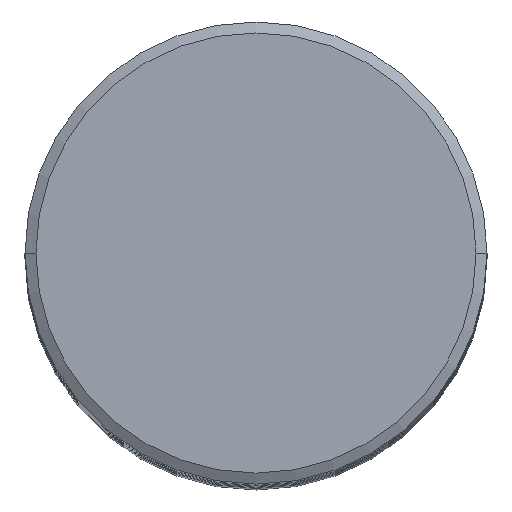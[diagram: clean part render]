
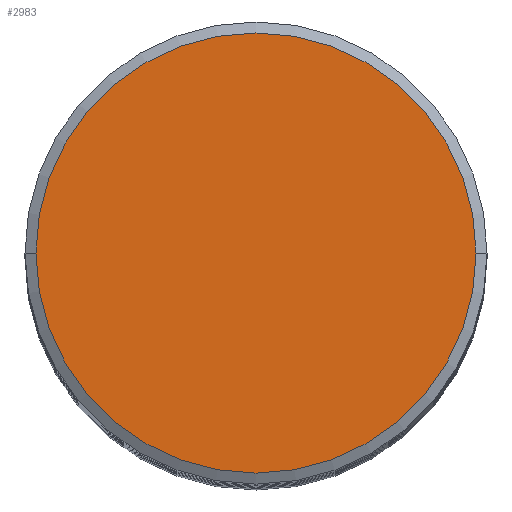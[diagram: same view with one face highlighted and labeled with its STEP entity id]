
A CAD part, top view. The second image highlights one B-rep face of the part: STEP entity #2983.
In plain terms, the highlighted planar face has unit normal (0, 0, 1).
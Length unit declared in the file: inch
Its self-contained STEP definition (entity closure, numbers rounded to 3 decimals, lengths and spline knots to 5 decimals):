
#156 = CARTESIAN_POINT ( 'NONE',  ( 0., 0., 11.55512 ) ) ;
#251 = CARTESIAN_POINT ( 'NONE',  ( 0., 0., 11.55512 ) ) ;
#566 = AXIS2_PLACEMENT_3D ( 'NONE', #251, #993, #2722 ) ;
#650 = PLANE ( 'NONE',  #3375 ) ;
#993 = DIRECTION ( 'NONE',  ( 0., 0., -1. ) ) ;
#1250 = DIRECTION ( 'NONE',  ( -1., 0., 0. ) ) ;
#1398 = EDGE_CURVE ( 'NONE', #3702, #4355, #3571, .T. ) ;
#1427 = EDGE_LOOP ( 'NONE', ( #3216, #3486 ) ) ;
#1502 = CARTESIAN_POINT ( 'NONE',  ( 0.75, 0., 11.55512 ) ) ;
#2722 = DIRECTION ( 'NONE',  ( -1., 0., 0. ) ) ;
#2807 = CIRCLE ( 'NONE', #3894, 0.75 ) ;
#2983 = ADVANCED_FACE ( 'NONE', ( #3414 ), #650, .T. ) ;
#3216 = ORIENTED_EDGE ( 'NONE', *, *, #1398, .F. ) ;
#3375 = AXIS2_PLACEMENT_3D ( 'NONE', #3772, #3786, #4475 ) ;
#3414 = FACE_OUTER_BOUND ( 'NONE', #1427, .T. ) ;
#3486 = ORIENTED_EDGE ( 'NONE', *, *, #4365, .F. ) ;
#3571 = CIRCLE ( 'NONE', #566, 0.75 ) ;
#3695 = DIRECTION ( 'NONE',  ( 0., 0., -1. ) ) ;
#3702 = VERTEX_POINT ( 'NONE', #3732 ) ;
#3732 = CARTESIAN_POINT ( 'NONE',  ( -0.75, 0., 11.55512 ) ) ;
#3772 = CARTESIAN_POINT ( 'NONE',  ( 0.75, 0., 11.55512 ) ) ;
#3786 = DIRECTION ( 'NONE',  ( 0., 0., 1. ) ) ;
#3894 = AXIS2_PLACEMENT_3D ( 'NONE', #156, #3695, #1250 ) ;
#4355 = VERTEX_POINT ( 'NONE', #1502 ) ;
#4365 = EDGE_CURVE ( 'NONE', #4355, #3702, #2807, .T. ) ;
#4475 = DIRECTION ( 'NONE',  ( 1., 0., 0. ) ) ;
